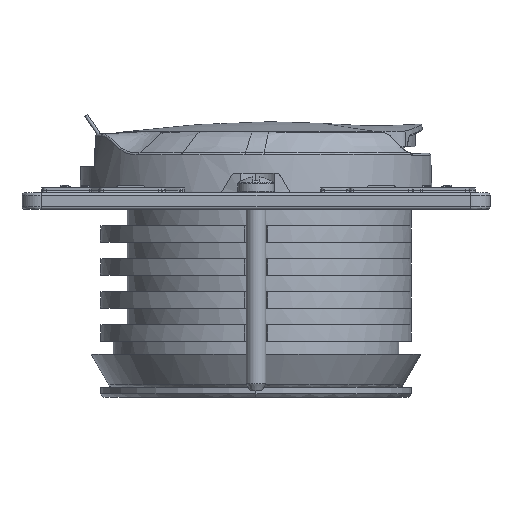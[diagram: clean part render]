
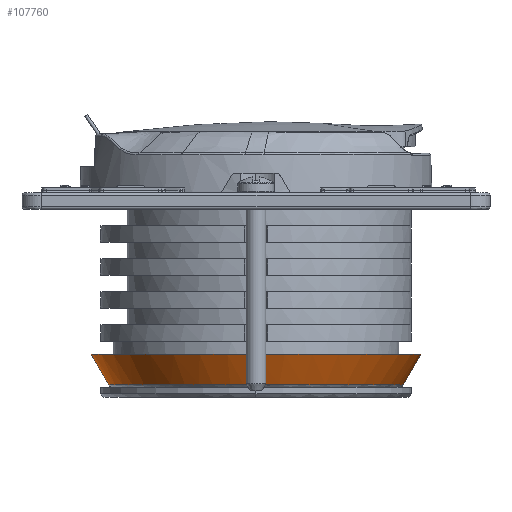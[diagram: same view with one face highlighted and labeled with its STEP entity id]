
A CAD part, left-side view. The second image highlights one B-rep face of the part: STEP entity #107760.
In plain terms, the highlighted conical face has half-angle 30 degrees and reference radius 25 mm.
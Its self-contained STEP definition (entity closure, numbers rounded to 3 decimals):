
#107746=AXIS2_PLACEMENT_3D('Cone Axis2P3D',#107743,#107744,#107745) ;
#107750=AXIS2_PLACEMENT_3D('Circle Axis2P3D',#107748,#107749,$) ;
#107642=CARTESIAN_POINT('Vertex',(0.,22.344,-25.6)) ;
#107656=CARTESIAN_POINT('Vertex',(-22.344,0.,-25.6)) ;
#107660=CARTESIAN_POINT('Control Point',(0.,22.344,-25.6)) ;
#107661=CARTESIAN_POINT('Control Point',(-14.896,22.344,-25.6)) ;
#107662=CARTESIAN_POINT('Control Point',(-22.344,11.172,-25.6)) ;
#107663=CARTESIAN_POINT('Control Point',(-22.344,0.,-25.6)) ;
#107678=CARTESIAN_POINT('Line Origine',(0.,-250012.5,432970.051)) ;
#107682=CARTESIAN_POINT('Vertex',(0.,-22.344,-25.6)) ;
#107684=CARTESIAN_POINT('Vertex',(0.,-25.,-21.)) ;
#107692=CARTESIAN_POINT('Line Origine',(0.,250012.5,432970.051)) ;
#107696=CARTESIAN_POINT('Vertex',(0.,25.,-21.)) ;
#107730=CARTESIAN_POINT('Control Point',(-22.344,0.,-25.6)) ;
#107731=CARTESIAN_POINT('Control Point',(-22.344,-11.172,-25.6)) ;
#107732=CARTESIAN_POINT('Control Point',(-14.896,-22.344,-25.6)) ;
#107733=CARTESIAN_POINT('Control Point',(0.,-22.344,-25.6)) ;
#107743=CARTESIAN_POINT('Axis2P3D Location',(0.,0.,-21.)) ;
#107748=CARTESIAN_POINT('Axis2P3D Location',(0.,0.,-21.)) ;
#107679=DIRECTION('Vector Direction',(0.,-0.5,0.866)) ;
#107693=DIRECTION('Vector Direction',(0.,0.5,0.866)) ;
#107744=DIRECTION('Axis2P3D Direction',(0.,0.,1.)) ;
#107745=DIRECTION('Axis2P3D XDirection',(0.,1.,0.)) ;
#107749=DIRECTION('Axis2P3D Direction',(0.,-0.,1.)) ;
#107680=VECTOR('Line Direction',#107679,1.) ;
#107694=VECTOR('Line Direction',#107693,1.) ;
#107754=ORIENTED_EDGE('',*,*,#107664,.T.) ;
#107755=ORIENTED_EDGE('',*,*,#107734,.T.) ;
#107756=ORIENTED_EDGE('',*,*,#107686,.T.) ;
#107757=ORIENTED_EDGE('',*,*,#107752,.T.) ;
#107758=ORIENTED_EDGE('',*,*,#107698,.F.) ;
#107760=ADVANCED_FACE('CB0260',(#107759),#107747,.T.) ;
#107751=CIRCLE('generated circle',#107750,25.) ;
#107747=CONICAL_SURFACE('Cone',#107746,25.,0.524) ;
#107664=EDGE_CURVE('',#107643,#107657,#107659,.T.) ;
#107686=EDGE_CURVE('',#107683,#107685,#107681,.T.) ;
#107698=EDGE_CURVE('',#107643,#107697,#107695,.T.) ;
#107734=EDGE_CURVE('',#107657,#107683,#107729,.T.) ;
#107752=EDGE_CURVE('',#107685,#107697,#107751,.F.) ;
#107753=EDGE_LOOP('',(#107754,#107755,#107756,#107757,#107758)) ;
#107759=FACE_OUTER_BOUND('',#107753,.T.) ;
#107681=LINE('Line',#107678,#107680) ;
#107695=LINE('Line',#107692,#107694) ;
#107643=VERTEX_POINT('',#107642) ;
#107657=VERTEX_POINT('',#107656) ;
#107683=VERTEX_POINT('',#107682) ;
#107685=VERTEX_POINT('',#107684) ;
#107697=VERTEX_POINT('',#107696) ;
#107659=(BOUNDED_CURVE()B_SPLINE_CURVE(3,(#107660,#107661,#107662,#107663),.UNSPECIFIED.,.F.,.U.)B_SPLINE_CURVE_WITH_KNOTS((4,4),(66.103,132.206),.UNSPECIFIED.)CURVE()GEOMETRIC_REPRESENTATION_ITEM()RATIONAL_B_SPLINE_CURVE((0.5,0.5,0.667,1.))REPRESENTATION_ITEM('')) ;
#107729=(BOUNDED_CURVE()B_SPLINE_CURVE(3,(#107730,#107731,#107732,#107733),.UNSPECIFIED.,.F.,.U.)B_SPLINE_CURVE_WITH_KNOTS((4,4),(0.,66.103),.UNSPECIFIED.)CURVE()GEOMETRIC_REPRESENTATION_ITEM()RATIONAL_B_SPLINE_CURVE((1.,0.667,0.5,0.5))REPRESENTATION_ITEM('')) ;
